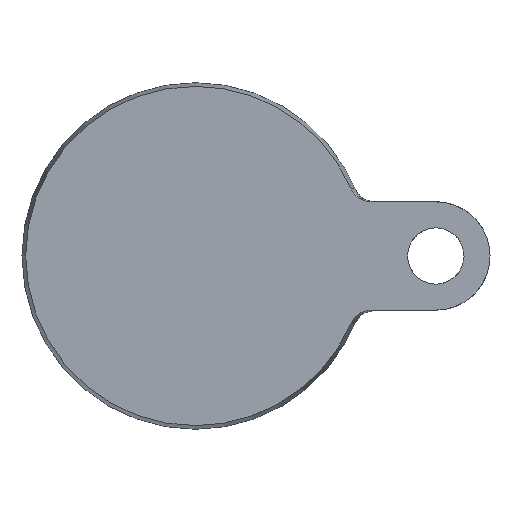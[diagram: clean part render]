
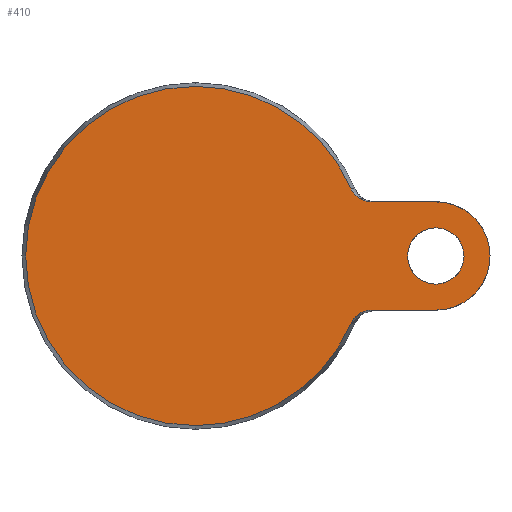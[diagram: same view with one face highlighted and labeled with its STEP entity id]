
A CAD part, front view. The second image highlights one B-rep face of the part: STEP entity #410.
In plain terms, the highlighted planar face has unit normal (0, -1, 0).
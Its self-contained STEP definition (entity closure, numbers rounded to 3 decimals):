
#4 = DIRECTION ( 'NONE',  ( 0., 0., 1. ) ) ;
#12 = CARTESIAN_POINT ( 'NONE',  ( 55.5, 0., 12.5 ) ) ;
#35 = CARTESIAN_POINT ( 'NONE',  ( 55.5, 0., 0. ) ) ;
#54 = DIRECTION ( 'NONE',  ( 0., -1., 0. ) ) ;
#62 = VECTOR ( 'NONE', #347, 1000. ) ;
#71 = CARTESIAN_POINT ( 'NONE',  ( 36.861, 0., 14.101 ) ) ;
#76 = VERTEX_POINT ( 'NONE', #1378 ) ;
#104 = CIRCLE ( 'NONE', #901, 6.5 ) ;
#106 = CARTESIAN_POINT ( 'NONE',  ( 55.5, 0., 0. ) ) ;
#109 = EDGE_LOOP ( 'NONE', ( #1262, #645, #1084, #861, #700, #800, #484, #631 ) ) ;
#119 = LINE ( 'NONE', #1106, #302 ) ;
#126 = CARTESIAN_POINT ( 'NONE',  ( 0., 0., 0. ) ) ;
#189 = CARTESIAN_POINT ( 'NONE',  ( 55.5, 0., -6.5 ) ) ;
#199 = PLANE ( 'NONE',  #1101 ) ;
#201 = CARTESIAN_POINT ( 'NONE',  ( 38.663, 0., -12.866 ) ) ;
#227 = CARTESIAN_POINT ( 'NONE',  ( 0., 0., -39.143 ) ) ;
#261 = DIRECTION ( 'NONE',  ( 0., 0., -1. ) ) ;
#265 = CARTESIAN_POINT ( 'NONE',  ( 38.897, 0., 12.778 ) ) ;
#275 = EDGE_LOOP ( 'NONE', ( #462, #1036 ) ) ;
#278 = CARTESIAN_POINT ( 'NONE',  ( 36.124, 0., 15.081 ) ) ;
#289 = CARTESIAN_POINT ( 'NONE',  ( 39.592, 0., -12.572 ) ) ;
#302 = VECTOR ( 'NONE', #572, 1000. ) ;
#306 = EDGE_CURVE ( 'NONE', #638, #520, #712, .T. ) ;
#307 = DIRECTION ( 'NONE',  ( 0., 0., -1. ) ) ;
#318 = CARTESIAN_POINT ( 'NONE',  ( 55.5, 0., 0. ) ) ;
#347 = DIRECTION ( 'NONE',  ( 1., 0., 0. ) ) ;
#350 = EDGE_CURVE ( 'NONE', #1053, #749, #536, .T. ) ;
#410 = ADVANCED_FACE ( 'NONE', ( #619, #1180 ), #199, .F. ) ;
#431 = CARTESIAN_POINT ( 'NONE',  ( 37.031, 0., -13.929 ) ) ;
#434 = CARTESIAN_POINT ( 'NONE',  ( 55.5, 0., 6.5 ) ) ;
#442 = DIRECTION ( 'NONE',  ( 0., 1., 0. ) ) ;
#443 = EDGE_CURVE ( 'NONE', #848, #539, #119, .T. ) ;
#458 = CARTESIAN_POINT ( 'NONE',  ( 15., 0., 12.5 ) ) ;
#462 = ORIENTED_EDGE ( 'NONE', *, *, #801, .T. ) ;
#484 = ORIENTED_EDGE ( 'NONE', *, *, #443, .F. ) ;
#513 = DIRECTION ( 'NONE',  ( 0., 0., 1. ) ) ;
#520 = VERTEX_POINT ( 'NONE', #1228 ) ;
#525 = CARTESIAN_POINT ( 'NONE',  ( 36.857, 0., -14.106 ) ) ;
#536 = CIRCLE ( 'NONE', #1151, 39.143 ) ;
#539 = VERTEX_POINT ( 'NONE', #891 ) ;
#540 = DIRECTION ( 'NONE',  ( 0., 1., 0. ) ) ;
#541 = EDGE_CURVE ( 'NONE', #544, #848, #559, .T. ) ;
#544 = VERTEX_POINT ( 'NONE', #12 ) ;
#548 = DIRECTION ( 'NONE',  ( 0., 0., -1. ) ) ;
#559 = CIRCLE ( 'NONE', #630, 12.5 ) ;
#572 = DIRECTION ( 'NONE',  ( -1., 0., 0. ) ) ;
#575 = CARTESIAN_POINT ( 'NONE',  ( 55.5, 0., -12.5 ) ) ;
#585 = AXIS2_PLACEMENT_3D ( 'NONE', #106, #540, #4 ) ;
#608 = B_SPLINE_CURVE_WITH_KNOTS ( 'NONE', 3,
 ( #858, #958, #637, #525, #431, #953, #1085, #653, #753, #201, #862, #289, #1076, #1069 ),
 .UNSPECIFIED., .F., .F.,
 ( 4, 2, 2, 2, 2, 2, 4 ),
 ( 0., 0.001, 0.002, 0.003, 0.004, 0.004, 0.006 ),
 .UNSPECIFIED. ) ;
#619 = FACE_OUTER_BOUND ( 'NONE', #109, .T. ) ;
#624 = CIRCLE ( 'NONE', #693, 39.143 ) ;
#630 = AXIS2_PLACEMENT_3D ( 'NONE', #35, #905, #548 ) ;
#631 = ORIENTED_EDGE ( 'NONE', *, *, #541, .F. ) ;
#634 = DIRECTION ( 'NONE',  ( 0., 1., 0. ) ) ;
#637 = CARTESIAN_POINT ( 'NONE',  ( 36.381, 0., -14.668 ) ) ;
#638 = VERTEX_POINT ( 'NONE', #1002 ) ;
#645 = ORIENTED_EDGE ( 'NONE', *, *, #306, .T. ) ;
#653 = CARTESIAN_POINT ( 'NONE',  ( 38., 0., -13.192 ) ) ;
#693 = AXIS2_PLACEMENT_3D ( 'NONE', #126, #54, #261 ) ;
#698 = CARTESIAN_POINT ( 'NONE',  ( 38.221, 0., 13.07 ) ) ;
#700 = ORIENTED_EDGE ( 'NONE', *, *, #1044, .T. ) ;
#702 = CARTESIAN_POINT ( 'NONE',  ( 40.085, 0., 12.5 ) ) ;
#712 = B_SPLINE_CURVE_WITH_KNOTS ( 'NONE', 3,
 ( #1039, #702, #817, #265, #909, #698, #833, #1258, #941, #1348, #71, #1328, #278, #1244 ),
 .UNSPECIFIED., .F., .F.,
 ( 4, 2, 2, 2, 2, 2, 4 ),
 ( 0., 0.001, 0.002, 0.003, 0.004, 0.004, 0.006 ),
 .UNSPECIFIED. ) ;
#749 = VERTEX_POINT ( 'NONE', #227 ) ;
#753 = CARTESIAN_POINT ( 'NONE',  ( 38.218, 0., -13.072 ) ) ;
#798 = EDGE_CURVE ( 'NONE', #804, #1043, #969, .T. ) ;
#800 = ORIENTED_EDGE ( 'NONE', *, *, #1000, .T. ) ;
#801 = EDGE_CURVE ( 'NONE', #1043, #804, #104, .T. ) ;
#804 = VERTEX_POINT ( 'NONE', #434 ) ;
#817 = CARTESIAN_POINT ( 'NONE',  ( 39.603, 0., 12.57 ) ) ;
#830 = EDGE_CURVE ( 'NONE', #638, #544, #1001, .T. ) ;
#833 = CARTESIAN_POINT ( 'NONE',  ( 38.008, 0., 13.187 ) ) ;
#848 = VERTEX_POINT ( 'NONE', #575 ) ;
#849 = DIRECTION ( 'NONE',  ( 0., 0., -1. ) ) ;
#858 = CARTESIAN_POINT ( 'NONE',  ( 35.928, 0., -15.535 ) ) ;
#861 = ORIENTED_EDGE ( 'NONE', *, *, #350, .T. ) ;
#862 = CARTESIAN_POINT ( 'NONE',  ( 38.891, 0., -12.781 ) ) ;
#891 = CARTESIAN_POINT ( 'NONE',  ( 40.579, 0., -12.5 ) ) ;
#901 = AXIS2_PLACEMENT_3D ( 'NONE', #318, #442, #1193 ) ;
#905 = DIRECTION ( 'NONE',  ( 0., 1., 0. ) ) ;
#909 = CARTESIAN_POINT ( 'NONE',  ( 38.665, 0., 12.866 ) ) ;
#933 = CARTESIAN_POINT ( 'NONE',  ( 0., 0., 0. ) ) ;
#941 = CARTESIAN_POINT ( 'NONE',  ( 37.4, 0., 13.603 ) ) ;
#949 = CIRCLE ( 'NONE', #1082, 39.143 ) ;
#953 = CARTESIAN_POINT ( 'NONE',  ( 37.397, 0., -13.606 ) ) ;
#958 = CARTESIAN_POINT ( 'NONE',  ( 36.124, 0., -15.081 ) ) ;
#969 = CIRCLE ( 'NONE', #585, 6.5 ) ;
#1000 = EDGE_CURVE ( 'NONE', #76, #539, #608, .T. ) ;
#1001 = LINE ( 'NONE', #458, #62 ) ;
#1002 = CARTESIAN_POINT ( 'NONE',  ( 40.579, 0., 12.5 ) ) ;
#1036 = ORIENTED_EDGE ( 'NONE', *, *, #798, .T. ) ;
#1039 = CARTESIAN_POINT ( 'NONE',  ( 40.579, 0., 12.5 ) ) ;
#1043 = VERTEX_POINT ( 'NONE', #189 ) ;
#1044 = EDGE_CURVE ( 'NONE', #749, #76, #949, .T. ) ;
#1051 = CARTESIAN_POINT ( 'NONE',  ( -39.143, 0., 0. ) ) ;
#1053 = VERTEX_POINT ( 'NONE', #1273 ) ;
#1069 = CARTESIAN_POINT ( 'NONE',  ( 40.579, 0., -12.5 ) ) ;
#1076 = CARTESIAN_POINT ( 'NONE',  ( 40.085, 0., -12.5 ) ) ;
#1082 = AXIS2_PLACEMENT_3D ( 'NONE', #1163, #1267, #849 ) ;
#1084 = ORIENTED_EDGE ( 'NONE', *, *, #1230, .T. ) ;
#1085 = CARTESIAN_POINT ( 'NONE',  ( 37.591, 0., -13.458 ) ) ;
#1101 = AXIS2_PLACEMENT_3D ( 'NONE', #1051, #634, #513 ) ;
#1106 = CARTESIAN_POINT ( 'NONE',  ( 15., 0., -12.5 ) ) ;
#1151 = AXIS2_PLACEMENT_3D ( 'NONE', #933, #1264, #307 ) ;
#1163 = CARTESIAN_POINT ( 'NONE',  ( 0., 0., 0. ) ) ;
#1180 = FACE_BOUND ( 'NONE', #275, .T. ) ;
#1193 = DIRECTION ( 'NONE',  ( 0., 0., 1. ) ) ;
#1228 = CARTESIAN_POINT ( 'NONE',  ( 35.928, 0., 15.535 ) ) ;
#1230 = EDGE_CURVE ( 'NONE', #520, #1053, #624, .T. ) ;
#1244 = CARTESIAN_POINT ( 'NONE',  ( 35.928, 0., 15.535 ) ) ;
#1258 = CARTESIAN_POINT ( 'NONE',  ( 37.598, 0., 13.453 ) ) ;
#1262 = ORIENTED_EDGE ( 'NONE', *, *, #830, .F. ) ;
#1264 = DIRECTION ( 'NONE',  ( 0., -1., 0. ) ) ;
#1267 = DIRECTION ( 'NONE',  ( 0., -1., 0. ) ) ;
#1273 = CARTESIAN_POINT ( 'NONE',  ( 0., 0., 39.143 ) ) ;
#1328 = CARTESIAN_POINT ( 'NONE',  ( 36.388, 0., 14.659 ) ) ;
#1348 = CARTESIAN_POINT ( 'NONE',  ( 37.032, 0., 13.927 ) ) ;
#1378 = CARTESIAN_POINT ( 'NONE',  ( 35.928, 0., -15.535 ) ) ;
